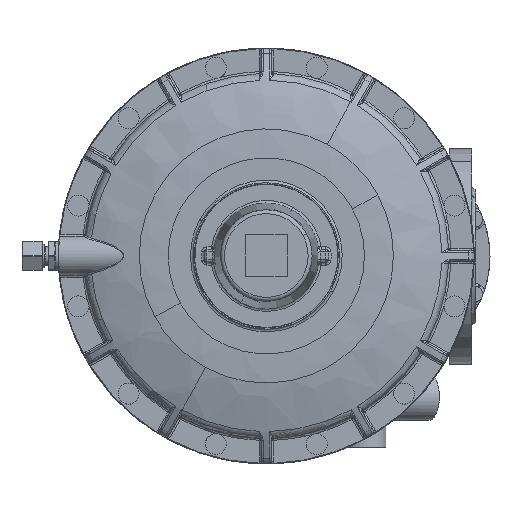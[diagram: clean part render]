
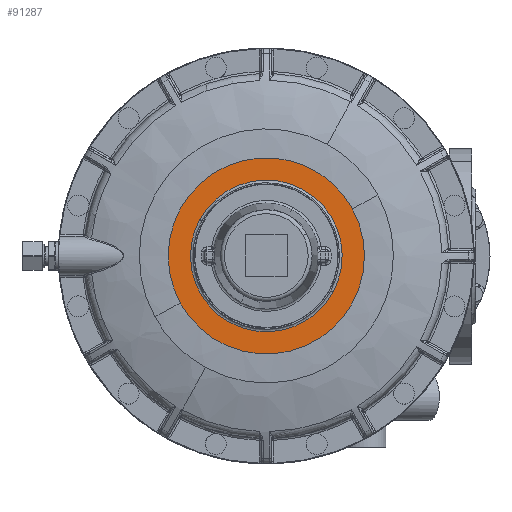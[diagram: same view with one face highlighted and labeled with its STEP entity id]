
A CAD part, top view. The second image highlights one B-rep face of the part: STEP entity #91287.
In plain terms, the highlighted planar face has unit normal (0, 0, 1).
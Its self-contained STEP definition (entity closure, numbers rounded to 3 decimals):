
#91215=DIRECTION('Axis2P3D Direction',(0.,0.,-1.)) ;
#91216=DIRECTION('Axis2P3D XDirection',(1.,0.,0.)) ;
#91220=DIRECTION('Axis2P3D Direction',(0.,0.,-1.)) ;
#91229=DIRECTION('Axis2P3D Direction',(0.,0.,-1.)) ;
#91236=DIRECTION('Axis2P3D Direction',(0.,0.,-1.)) ;
#91243=DIRECTION('Axis2P3D Direction',(0.,0.,-1.)) ;
#91250=DIRECTION('Axis2P3D Direction',(0.,0.,-1.)) ;
#91257=DIRECTION('Axis2P3D Direction',(0.,0.,-1.)) ;
#91270=DIRECTION('Axis2P3D Direction',(0.,0.,-1.)) ;
#91279=DIRECTION('Axis2P3D Direction',(0.,0.,-1.)) ;
#91214=CARTESIAN_POINT('Axis2P3D Location',(-58.,0.,159.)) ;
#91219=CARTESIAN_POINT('Axis2P3D Location',(0.,0.,159.)) ;
#91223=CARTESIAN_POINT('Vertex',(75.,-0.235,159.)) ;
#91225=CARTESIAN_POINT('Vertex',(65.819,-35.957,159.)) ;
#91228=CARTESIAN_POINT('Axis2P3D Location',(0.001,0.,159.)) ;
#91232=CARTESIAN_POINT('Vertex',(75.,0.,159.)) ;
#91235=CARTESIAN_POINT('Axis2P3D Location',(0.,0.,159.)) ;
#91239=CARTESIAN_POINT('Vertex',(65.819,35.957,159.)) ;
#91242=CARTESIAN_POINT('Axis2P3D Location',(0.,0.,159.)) ;
#91246=CARTESIAN_POINT('Vertex',(-65.819,35.957,159.)) ;
#91249=CARTESIAN_POINT('Axis2P3D Location',(0.,0.,159.)) ;
#91253=CARTESIAN_POINT('Vertex',(-65.819,-35.957,159.)) ;
#91256=CARTESIAN_POINT('Axis2P3D Location',(0.,0.,159.)) ;
#91269=CARTESIAN_POINT('Axis2P3D Location',(0.,0.,159.)) ;
#91273=CARTESIAN_POINT('Vertex',(50.9,-27.807,159.)) ;
#91275=CARTESIAN_POINT('Vertex',(-50.9,27.807,159.)) ;
#91278=CARTESIAN_POINT('Axis2P3D Location',(0.,0.,159.)) ;
#91217=AXIS2_PLACEMENT_3D('Plane Axis2P3D',#91214,#91215,#91216) ;
#91221=AXIS2_PLACEMENT_3D('Circle Axis2P3D',#91219,#91220,$) ;
#91230=AXIS2_PLACEMENT_3D('Circle Axis2P3D',#91228,#91229,$) ;
#91237=AXIS2_PLACEMENT_3D('Circle Axis2P3D',#91235,#91236,$) ;
#91244=AXIS2_PLACEMENT_3D('Circle Axis2P3D',#91242,#91243,$) ;
#91251=AXIS2_PLACEMENT_3D('Circle Axis2P3D',#91249,#91250,$) ;
#91258=AXIS2_PLACEMENT_3D('Circle Axis2P3D',#91256,#91257,$) ;
#91271=AXIS2_PLACEMENT_3D('Circle Axis2P3D',#91269,#91270,$) ;
#91280=AXIS2_PLACEMENT_3D('Circle Axis2P3D',#91278,#91279,$) ;
#91286=FACE_BOUND('',#91283,.T.) ;
#91227=EDGE_CURVE('',#91224,#91226,#91222,.T.) ;
#91234=EDGE_CURVE('',#91233,#91224,#91231,.T.) ;
#91241=EDGE_CURVE('',#91240,#91233,#91238,.T.) ;
#91248=EDGE_CURVE('',#91247,#91240,#91245,.T.) ;
#91255=EDGE_CURVE('',#91254,#91247,#91252,.T.) ;
#91260=EDGE_CURVE('',#91226,#91254,#91259,.T.) ;
#91277=EDGE_CURVE('',#91274,#91276,#91272,.T.) ;
#91282=EDGE_CURVE('',#91276,#91274,#91281,.T.) ;
#91218=PLANE('Plane',#91217) ;
#91262=ORIENTED_EDGE('',*,*,#91227,.F.) ;
#91263=ORIENTED_EDGE('',*,*,#91234,.F.) ;
#91264=ORIENTED_EDGE('',*,*,#91241,.F.) ;
#91265=ORIENTED_EDGE('',*,*,#91248,.F.) ;
#91266=ORIENTED_EDGE('',*,*,#91255,.F.) ;
#91267=ORIENTED_EDGE('',*,*,#91260,.F.) ;
#91284=ORIENTED_EDGE('',*,*,#91277,.T.) ;
#91285=ORIENTED_EDGE('',*,*,#91282,.T.) ;
#91287=ADVANCED_FACE('Brep With Voids',(#91268,#91286),#91218,.F.) ;
#91222=CIRCLE('generated circle',#91221,75.) ;
#91231=CIRCLE('generated circle',#91230,74.999) ;
#91238=CIRCLE('generated circle',#91237,75.) ;
#91245=CIRCLE('generated circle',#91244,75.) ;
#91252=CIRCLE('generated circle',#91251,75.) ;
#91259=CIRCLE('generated circle',#91258,75.) ;
#91272=CIRCLE('generated circle',#91271,58.) ;
#91281=CIRCLE('generated circle',#91280,58.) ;
#91224=VERTEX_POINT('',#91223) ;
#91226=VERTEX_POINT('',#91225) ;
#91233=VERTEX_POINT('',#91232) ;
#91240=VERTEX_POINT('',#91239) ;
#91247=VERTEX_POINT('',#91246) ;
#91254=VERTEX_POINT('',#91253) ;
#91274=VERTEX_POINT('',#91273) ;
#91276=VERTEX_POINT('',#91275) ;
#91261=EDGE_LOOP('',(#91262,#91263,#91264,#91265,#91266,#91267)) ;
#91283=EDGE_LOOP('',(#91284,#91285)) ;
#91268=FACE_OUTER_BOUND('',#91261,.T.) ;
